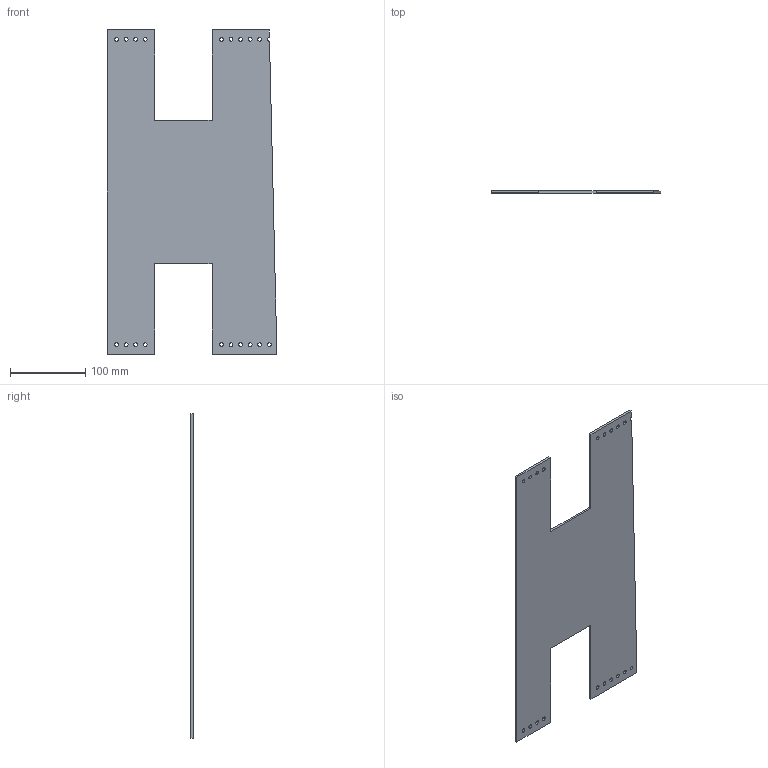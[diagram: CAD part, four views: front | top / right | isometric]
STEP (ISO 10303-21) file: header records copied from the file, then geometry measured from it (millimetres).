
FILE_DESCRIPTION(/* description */ (''),/* implementation_level */ '2;1');
FILE_NAME(/* name */ 'Polycarbonate-Bottom-Shooter-Rest.stp',/* time_stamp */ '2024-03-02T14:36:31-05:00',/* author */ ('rohan'),/* organization */ (''),/* preprocessor_version */ 'ST-DEVELOPER v20',/* originating_system */ 'Autodesk Inventor 2024',/* authorisation */ '');
FILE_SCHEMA (('AUTOMOTIVE_DESIGN { 1 0 10303 214 3 1 1 }'));
Length unit declared in the file: inch
Products named in the file (1): Polycarbonate-Note-Intakaur-Cover
Bounding box: 226.11 x 3.17 x 431.8 mm (x, y, z)
Volume: 243401.9 mm3; surface area: 159956.5 mm2
Topology: 1 solids, 1 shells, 35 faces, 99 edges, 66 vertices
Faces by surface type: cylinder 20, plane 15
Full cylindrical faces by diameter (mm): 4.978 x19
Entity records: 1274 total; most frequent: DIRECTION 211, CARTESIAN_POINT 201, ORIENTED_EDGE 198, EDGE_CURVE 99, AXIS2_PLACEMENT_3D 76, EDGE_LOOP 73, VERTEX_POINT 66, LINE 59
